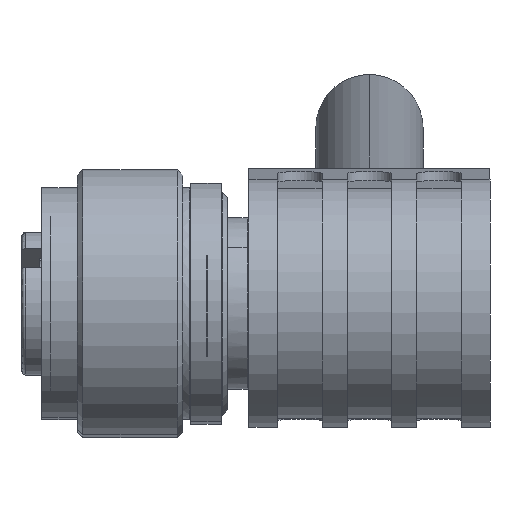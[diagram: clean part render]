
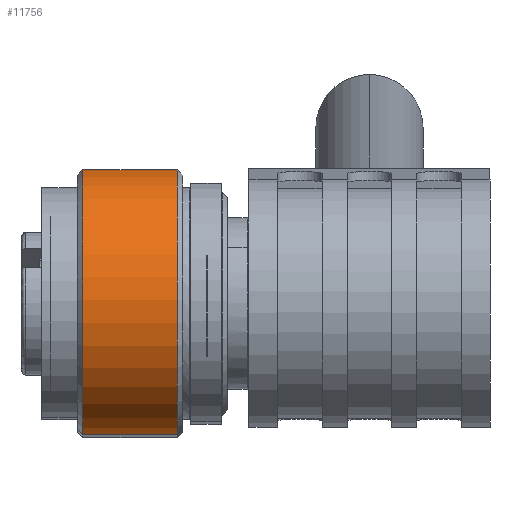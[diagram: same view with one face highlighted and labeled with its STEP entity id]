
A CAD part, top view. The second image highlights one B-rep face of the part: STEP entity #11756.
In plain terms, the highlighted cylindrical face has radius 7.5 mm (diameter 15 mm), a partial arc.
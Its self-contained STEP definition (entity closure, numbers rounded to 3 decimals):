
#4409=CARTESIAN_POINT('',(5.624,0.,0.));
#4410=DIRECTION('',(1.,0.,0.));
#4411=DIRECTION('',(0.,0.98,-0.198));
#4412=AXIS2_PLACEMENT_3D('',#4409,#4410,#4411);
#4501=CARTESIAN_POINT('',(10.924,0.,0.));
#4502=DIRECTION('',(-1.,0.,0.));
#4503=DIRECTION('',(0.,-0.98,0.198));
#4504=AXIS2_PLACEMENT_3D('',#4501,#4502,#4503);
#4510=DIRECTION('',(-1.,0.,0.));
#4511=VECTOR('',#4510,5.3);
#4512=CARTESIAN_POINT('',(10.924,-7.352,1.482));
#4513=LINE('',#4512,#4511);
#4514=DIRECTION('',(1.,0.,0.));
#4515=VECTOR('',#4514,5.3);
#4516=CARTESIAN_POINT('',(5.624,7.352,-1.482));
#4517=LINE('',#4516,#4515);
#4853=CARTESIAN_POINT('',(5.624,7.352,-1.482));
#4854=VERTEX_POINT('',#4853);
#4855=CARTESIAN_POINT('',(5.624,-7.352,1.482));
#4856=VERTEX_POINT('',#4855);
#4857=CARTESIAN_POINT('',(10.924,7.352,-1.482));
#4858=CARTESIAN_POINT('',(10.924,-7.352,1.482));
#4859=VERTEX_POINT('',#4857);
#4860=VERTEX_POINT('',#4858);
#11745=CARTESIAN_POINT('',(11.03,0.,0.));
#11746=DIRECTION('',(-1.,0.,0.));
#11747=DIRECTION('',(0.,0.98,-0.198));
#11748=AXIS2_PLACEMENT_3D('',#11745,#11746,#11747);
#11749=CYLINDRICAL_SURFACE('',#11748,7.5);
#11750=ORIENTED_EDGE('',*,*,#11643,.T.);
#11751=ORIENTED_EDGE('',*,*,#11612,.F.);
#11752=ORIENTED_EDGE('',*,*,#11640,.T.);
#11753=ORIENTED_EDGE('',*,*,#11738,.F.);
#11754=EDGE_LOOP('',(#11750,#11751,#11752,#11753));
#11755=FACE_OUTER_BOUND('',#11754,.F.);
#4413=CIRCLE('',#4412,7.5);
#4505=CIRCLE('',#4504,7.5);
#11612=EDGE_CURVE('',#4854,#4856,#4413,.T.);
#11640=EDGE_CURVE('',#4854,#4859,#4517,.T.);
#11643=EDGE_CURVE('',#4860,#4856,#4513,.T.);
#11738=EDGE_CURVE('',#4860,#4859,#4505,.T.);
#11756=ADVANCED_FACE('',(#11755),#11749,.T.);
